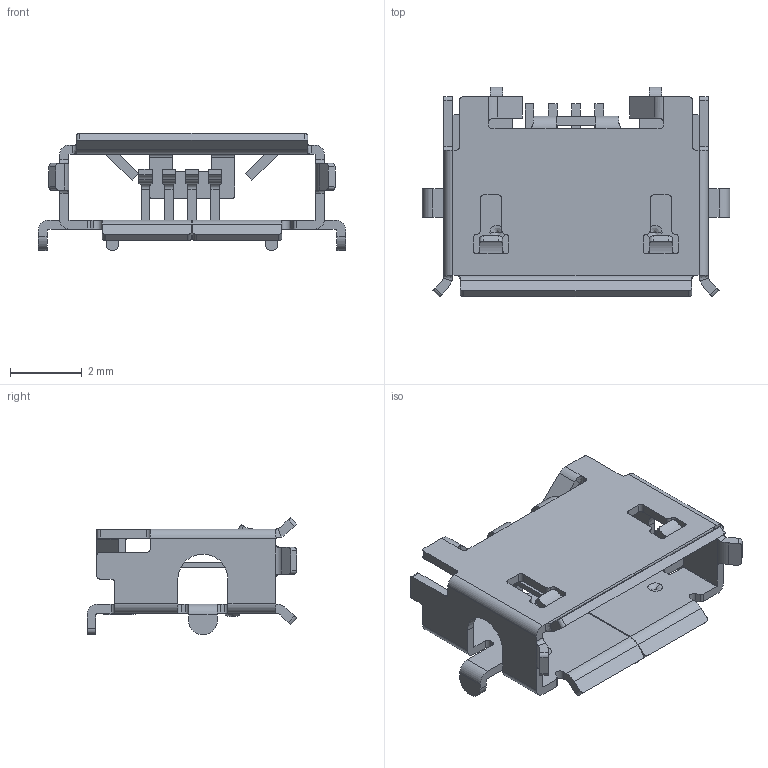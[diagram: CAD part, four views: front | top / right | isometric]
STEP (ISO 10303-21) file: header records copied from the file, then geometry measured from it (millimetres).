
FILE_DESCRIPTION(('FreeCAD Model'),'2;1');
FILE_NAME('Fusion.step','2017-03-11T11:54:28',( 'Author'),(''),'Open CASCADE STEP processor 6.8','FreeCAD','Unknown' );
FILE_SCHEMA(('AUTOMOTIVE_DESIGN_CC2 { 1 2 10303 214 -1 1 5 4 }'));
Length unit declared in the file: millimetre
Products named in the file (2): ASSEMBLY; Fusion
Assembly tree (1 placements, depth 2):
  ASSEMBLY
    Fusion
Bounding box: 8.6 x 5.87 x 3.27 mm (x, y, z)
Volume: 22.5 mm3; surface area: 218.9 mm2
Topology: 5 solids, 5 shells, 368 faces, 1032 edges, 672 vertices
Faces by surface type: plane 186, cylinder 156, bspline 26
Entity records: 44945 total; most frequent: CARTESIAN_POINT 25739, DIRECTION 3181, ORIENTED_EDGE 2064, PCURVE 2064, DEFINITIONAL_REPRESENTATION 2064, LINE 1636, VECTOR 1636, EDGE_CURVE 1032
